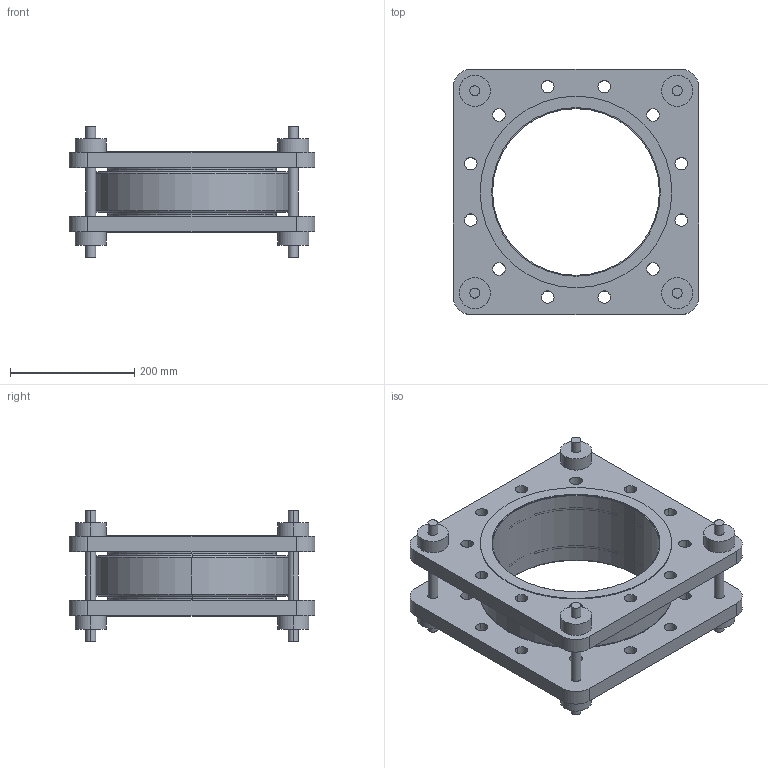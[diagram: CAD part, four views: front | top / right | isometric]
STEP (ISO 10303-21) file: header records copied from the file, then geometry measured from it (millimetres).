
FILE_DESCRIPTION (( 'STEP AP214' ), '1' );
FILE_NAME ('EPSILON-C_DN250_PN10_K-0002066.STEP', '2021-10-15T10:29:06', ( 'axxx' ), ( 'Hewlett-Packard Company' ), 'SwSTEP 2.0', 'SolidWorks 2019', '' );
FILE_SCHEMA (( 'AUTOMOTIVE_DESIGN' ));
Length unit declared in the file: millimetre
Products named in the file (1): EPSILON-C_DN250_PN10_K-0002066
Bounding box: 395 x 395 x 210 mm (x, y, z)
Volume: 6467219.7 mm3; surface area: 760298.7 mm2
Topology: 1 solids, 1 shells, 626 faces, 1666 edges, 1108 vertices
Faces by surface type: plane 254, bspline 221, cylinder 143, torus 8
Entity records: 31926 total; most frequent: CARTESIAN_POINT 17566, ORIENTED_EDGE 3332, DIRECTION 2290, EDGE_CURVE 1666, VERTEX_POINT 1108, VECTOR 824, LINE 824, EDGE_LOOP 750
